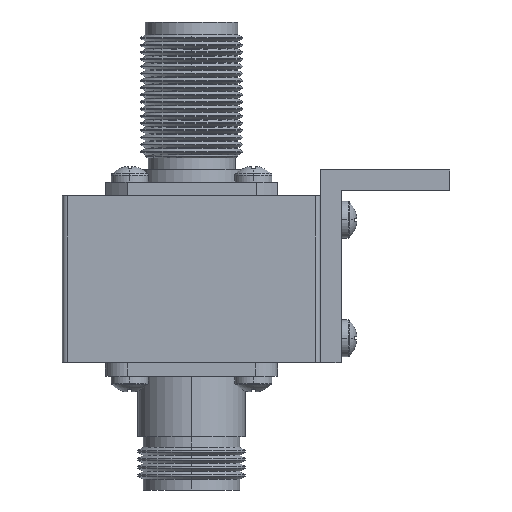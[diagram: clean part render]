
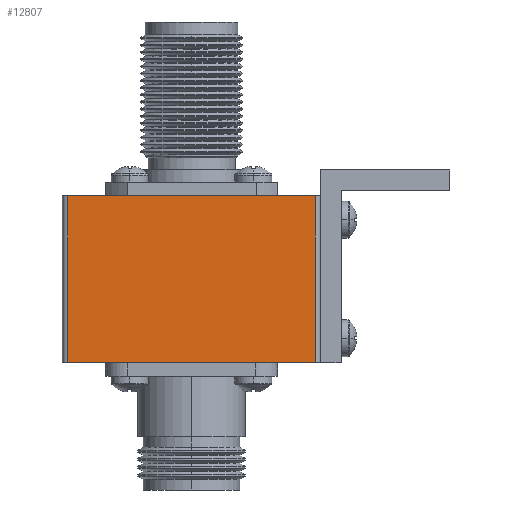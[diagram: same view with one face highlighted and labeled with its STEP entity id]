
A CAD part, front view. The second image highlights one B-rep face of the part: STEP entity #12807.
In plain terms, the highlighted planar face has unit normal (0, -1, 0).
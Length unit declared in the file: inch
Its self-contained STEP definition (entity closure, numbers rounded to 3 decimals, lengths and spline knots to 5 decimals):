
#207 = PLANE ( 'NONE',  #14793 ) ;
#279 = DIRECTION ( 'NONE',  ( 0., 0., 1. ) ) ;
#710 = CARTESIAN_POINT ( 'NONE',  ( 1.47, 0., 0. ) ) ;
#2340 = VERTEX_POINT ( 'NONE', #710 ) ;
#2405 = VECTOR ( 'NONE', #3612, 39.37008 ) ;
#3230 = CARTESIAN_POINT ( 'NONE',  ( 0.03, 0., 0.97 ) ) ;
#3309 = DIRECTION ( 'NONE',  ( 0., 1., 0. ) ) ;
#3467 = CARTESIAN_POINT ( 'NONE',  ( 1.5, 0., 0. ) ) ;
#3612 = DIRECTION ( 'NONE',  ( 0., 0., -1. ) ) ;
#4112 = CARTESIAN_POINT ( 'NONE',  ( 1.47, 0., 0.97 ) ) ;
#5419 = DIRECTION ( 'NONE',  ( -1., 0., 0. ) ) ;
#7029 = VERTEX_POINT ( 'NONE', #3230 ) ;
#7437 = EDGE_CURVE ( 'NONE', #2340, #17018, #9199, .T. ) ;
#8568 = VECTOR ( 'NONE', #15337, 39.37008 ) ;
#8964 = VECTOR ( 'NONE', #9197, 39.37008 ) ;
#9070 = EDGE_LOOP ( 'NONE', ( #9270, #10629, #19534, #16773 ) ) ;
#9197 = DIRECTION ( 'NONE',  ( 0., 0., 1. ) ) ;
#9199 = LINE ( 'NONE', #19943, #8964 ) ;
#9270 = ORIENTED_EDGE ( 'NONE', *, *, #9279, .F. ) ;
#9279 = EDGE_CURVE ( 'NONE', #2340, #18138, #14379, .T. ) ;
#10407 = CARTESIAN_POINT ( 'NONE',  ( 0., 0., 0.97 ) ) ;
#10629 = ORIENTED_EDGE ( 'NONE', *, *, #7437, .T. ) ;
#11204 = LINE ( 'NONE', #10407, #8568 ) ;
#12587 = CARTESIAN_POINT ( 'NONE',  ( 0., 0., 0. ) ) ;
#12643 = EDGE_CURVE ( 'NONE', #7029, #17018, #11204, .T. ) ;
#12807 = ADVANCED_FACE ( 'NONE', ( #14323 ), #207, .F. ) ;
#14163 = VECTOR ( 'NONE', #5419, 39.37008 ) ;
#14323 = FACE_OUTER_BOUND ( 'NONE', #9070, .T. ) ;
#14379 = LINE ( 'NONE', #3467, #14163 ) ;
#14493 = CARTESIAN_POINT ( 'NONE',  ( 0.03, 0., 0. ) ) ;
#14793 = AXIS2_PLACEMENT_3D ( 'NONE', #12587, #3309, #279 ) ;
#14987 = CARTESIAN_POINT ( 'NONE',  ( 0.03, 0., 0. ) ) ;
#15337 = DIRECTION ( 'NONE',  ( 1., 0., 0. ) ) ;
#16254 = EDGE_CURVE ( 'NONE', #7029, #18138, #18762, .T. ) ;
#16773 = ORIENTED_EDGE ( 'NONE', *, *, #16254, .T. ) ;
#17018 = VERTEX_POINT ( 'NONE', #4112 ) ;
#18138 = VERTEX_POINT ( 'NONE', #14987 ) ;
#18762 = LINE ( 'NONE', #14493, #2405 ) ;
#19534 = ORIENTED_EDGE ( 'NONE', *, *, #12643, .F. ) ;
#19943 = CARTESIAN_POINT ( 'NONE',  ( 1.47, 0., 0.97 ) ) ;
